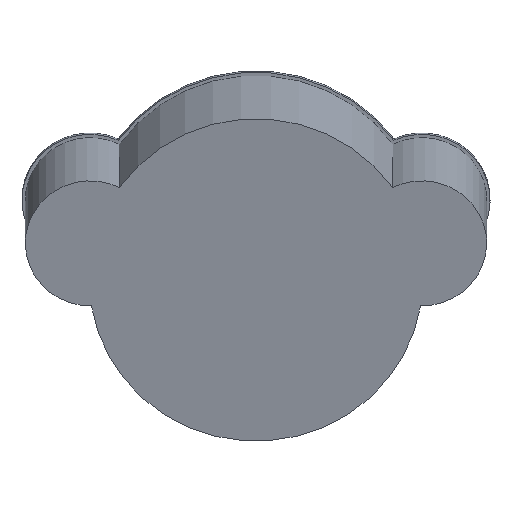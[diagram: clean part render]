
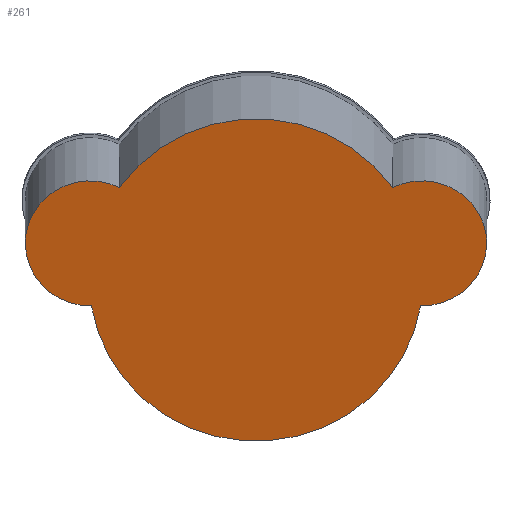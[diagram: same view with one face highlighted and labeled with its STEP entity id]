
A CAD part, top view. The second image highlights one B-rep face of the part: STEP entity #261.
In plain terms, the highlighted planar face has unit normal (0, -0.259, 0.966).
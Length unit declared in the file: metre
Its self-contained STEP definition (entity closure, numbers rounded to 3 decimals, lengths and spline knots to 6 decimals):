
#13=PLANE('',#306);
#100=ORIENTED_EDGE('',*,*,#152,.T.);
#101=ORIENTED_EDGE('',*,*,#150,.T.);
#102=ORIENTED_EDGE('',*,*,#155,.T.);
#103=ORIENTED_EDGE('',*,*,#154,.T.);
#150=EDGE_CURVE('',#180,#181,#204,.T.);
#152=EDGE_CURVE('',#182,#180,#205,.T.);
#154=EDGE_CURVE('',#183,#182,#206,.T.);
#155=EDGE_CURVE('',#181,#183,#207,.T.);
#180=VERTEX_POINT('',#435);
#181=VERTEX_POINT('',#437);
#182=VERTEX_POINT('',#441);
#183=VERTEX_POINT('',#445);
#204=CIRCLE('',#299,0.0019);
#205=CIRCLE('',#301,0.0049);
#206=CIRCLE('',#303,0.0019);
#207=CIRCLE('',#305,0.0049);
#218=EDGE_LOOP('',(#100,#101,#102,#103));
#236=FACE_BOUND('',#218,.T.);
#261=ADVANCED_FACE('',(#236),#13,.T.);
#299=AXIS2_PLACEMENT_3D('',#438,#357,#358);
#301=AXIS2_PLACEMENT_3D('',#442,#362,#363);
#303=AXIS2_PLACEMENT_3D('',#446,#367,#368);
#305=AXIS2_PLACEMENT_3D('',#448,#371,#372);
#306=AXIS2_PLACEMENT_3D('',#449,#373,#374);
#357=DIRECTION('',(0.,-0.259,0.966));
#358=DIRECTION('',(0.,-0.966,-0.259));
#362=DIRECTION('',(0.,-0.259,0.966));
#363=DIRECTION('',(0.,-0.966,-0.259));
#367=DIRECTION('',(0.,-0.259,0.966));
#368=DIRECTION('',(0.,-0.966,-0.259));
#371=DIRECTION('',(0.,-0.259,0.966));
#372=DIRECTION('',(0.,-0.966,-0.259));
#373=DIRECTION('',(0.,-0.259,0.966));
#374=DIRECTION('',(1.,0.,0.));
#435=CARTESIAN_POINT('',(0.004836,0.006485,0.099936));
#437=CARTESIAN_POINT('',(0.004016,0.009957,0.100866));
#438=CARTESIAN_POINT('',(0.004875,0.00832,0.100427));
#441=CARTESIAN_POINT('',(-0.004836,0.006485,0.099936));
#442=CARTESIAN_POINT('',(0.,0.007245,0.100139));
#445=CARTESIAN_POINT('',(-0.004016,0.009957,0.100866));
#446=CARTESIAN_POINT('',(-0.004875,0.00832,0.100427));
#448=CARTESIAN_POINT('',(0.,0.007245,0.100139));
#449=CARTESIAN_POINT('',(-0.00615,0.040674,0.109097));
